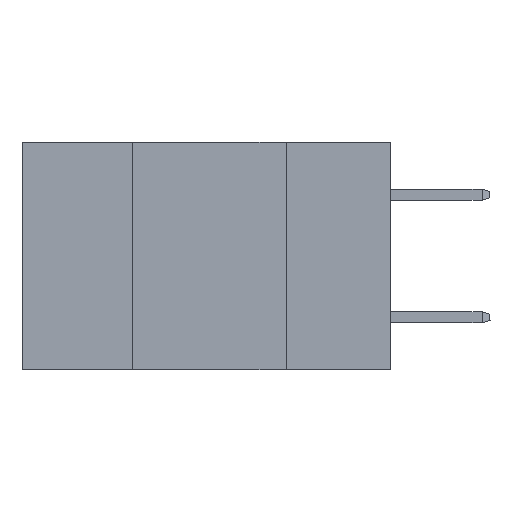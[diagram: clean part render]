
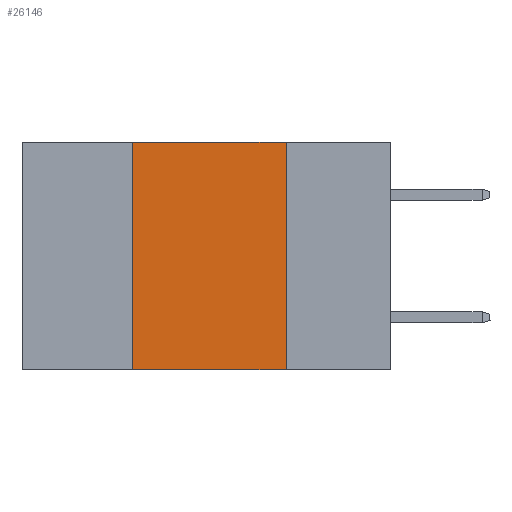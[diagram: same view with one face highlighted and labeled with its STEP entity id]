
A CAD part, left-side view. The second image highlights one B-rep face of the part: STEP entity #26146.
In plain terms, the highlighted planar face has unit normal (-1, 0, 0).
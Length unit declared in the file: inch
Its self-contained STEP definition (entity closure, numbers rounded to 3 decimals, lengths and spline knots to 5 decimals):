
#1360 = CARTESIAN_POINT ( 'NONE',  ( 0., 0.6, -0.37 ) ) ;
#1553 = DIRECTION ( 'NONE',  ( 0., -1., 0. ) ) ;
#1992 = VECTOR ( 'NONE', #11007, 39.37008 ) ;
#2422 = CARTESIAN_POINT ( 'NONE',  ( 0., 0.42, 0. ) ) ;
#2616 = VERTEX_POINT ( 'NONE', #13382 ) ;
#3012 = VERTEX_POINT ( 'NONE', #5106 ) ;
#3290 = PLANE ( 'NONE',  #25212 ) ;
#4482 = LINE ( 'NONE', #22112, #9895 ) ;
#4872 = ORIENTED_EDGE ( 'NONE', *, *, #25730, .F. ) ;
#5106 = CARTESIAN_POINT ( 'NONE',  ( 0., 0.17, -0.37 ) ) ;
#6260 = VECTOR ( 'NONE', #12438, 39.37008 ) ;
#6336 = LINE ( 'NONE', #20513, #1992 ) ;
#6672 = EDGE_CURVE ( 'NONE', #13152, #3012, #16570, .T. ) ;
#9895 = VECTOR ( 'NONE', #10155, 39.37008 ) ;
#9898 = CARTESIAN_POINT ( 'NONE',  ( 0., 0.42, -0.37 ) ) ;
#10155 = DIRECTION ( 'NONE',  ( 0., 0., 1. ) ) ;
#10367 = DIRECTION ( 'NONE',  ( 1., 0., 0. ) ) ;
#10469 = CARTESIAN_POINT ( 'NONE',  ( 0., 0.6, 0. ) ) ;
#10648 = FACE_OUTER_BOUND ( 'NONE', #26233, .T. ) ;
#11007 = DIRECTION ( 'NONE',  ( 0., -1., 0. ) ) ;
#12369 = CARTESIAN_POINT ( 'NONE',  ( 0., 0.17, 0. ) ) ;
#12438 = DIRECTION ( 'NONE',  ( 0., 0., -1. ) ) ;
#13152 = VERTEX_POINT ( 'NONE', #9898 ) ;
#13382 = CARTESIAN_POINT ( 'NONE',  ( 0., 0.17, 0. ) ) ;
#14202 = ORIENTED_EDGE ( 'NONE', *, *, #26166, .F. ) ;
#15862 = VECTOR ( 'NONE', #1553, 39.37008 ) ;
#16570 = LINE ( 'NONE', #1360, #15862 ) ;
#18221 = LINE ( 'NONE', #12369, #6260 ) ;
#20192 = VERTEX_POINT ( 'NONE', #2422 ) ;
#20513 = CARTESIAN_POINT ( 'NONE',  ( 0., 0.6, 0. ) ) ;
#20551 = EDGE_CURVE ( 'NONE', #2616, #3012, #18221, .T. ) ;
#21571 = ORIENTED_EDGE ( 'NONE', *, *, #20551, .F. ) ;
#22112 = CARTESIAN_POINT ( 'NONE',  ( 0., 0.42, 0. ) ) ;
#24876 = ORIENTED_EDGE ( 'NONE', *, *, #6672, .T. ) ;
#25212 = AXIS2_PLACEMENT_3D ( 'NONE', #10469, #10367, #28907 ) ;
#25730 = EDGE_CURVE ( 'NONE', #20192, #2616, #6336, .T. ) ;
#26146 = ADVANCED_FACE ( 'NONE', ( #10648 ), #3290, .F. ) ;
#26166 = EDGE_CURVE ( 'NONE', #13152, #20192, #4482, .T. ) ;
#26233 = EDGE_LOOP ( 'NONE', ( #21571, #4872, #14202, #24876 ) ) ;
#28907 = DIRECTION ( 'NONE',  ( 0., 0., -1. ) ) ;
